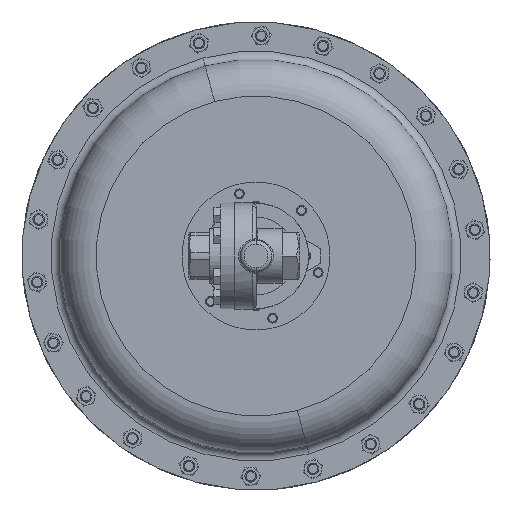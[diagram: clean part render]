
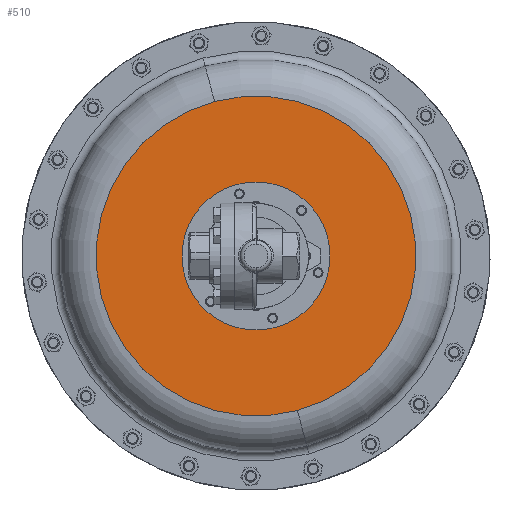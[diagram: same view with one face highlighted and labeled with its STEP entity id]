
A CAD part, front view. The second image highlights one B-rep face of the part: STEP entity #510.
In plain terms, the highlighted planar face has unit normal (0, -1, 0).
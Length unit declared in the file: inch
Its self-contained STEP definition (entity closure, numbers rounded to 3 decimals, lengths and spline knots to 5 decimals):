
#510 = ADVANCED_FACE ( 'NONE', ( #32788, #24846 ), #13493, .T. ) ;
#1755 = CARTESIAN_POINT ( 'NONE',  ( 2.43855, 9.98779, 2.3258 ) ) ;
#2070 = VERTEX_POINT ( 'NONE', #4956 ) ;
#3272 = ORIENTED_EDGE ( 'NONE', *, *, #10280, .F. ) ;
#4394 = VERTEX_POINT ( 'NONE', #21101 ) ;
#4494 = DIRECTION ( 'NONE',  ( 0., 1., 0. ) ) ;
#4956 = CARTESIAN_POINT ( 'NONE',  ( -0.56727, 9.98779, 8.95555 ) ) ;
#6365 = CARTESIAN_POINT ( 'NONE',  ( 0.75917, 9.98779, 4.00518 ) ) ;
#6582 = CIRCLE ( 'NONE', #21615, 5.125 ) ;
#6601 = AXIS2_PLACEMENT_3D ( 'NONE', #28227, #12197, #30881 ) ;
#8328 = CIRCLE ( 'NONE', #6601, 2.375 ) ;
#9059 = DIRECTION ( 'NONE',  ( 0.259, 0., -0.966 ) ) ;
#9293 = ORIENTED_EDGE ( 'NONE', *, *, #15657, .F. ) ;
#9881 = VERTEX_POINT ( 'NONE', #1755 ) ;
#10268 = AXIS2_PLACEMENT_3D ( 'NONE', #31431, #15425, #34124 ) ;
#10280 = EDGE_CURVE ( 'NONE', #30296, #2070, #23191, .T. ) ;
#10925 = CARTESIAN_POINT ( 'NONE',  ( -4.1912, 9.98779, 2.67873 ) ) ;
#11133 = AXIS2_PLACEMENT_3D ( 'NONE', #10925, #27916, #16822 ) ;
#12197 = DIRECTION ( 'NONE',  ( 0., 1., 0. ) ) ;
#13493 = PLANE ( 'NONE',  #11133 ) ;
#15425 = DIRECTION ( 'NONE',  ( 0., 1., 0. ) ) ;
#15657 = EDGE_CURVE ( 'NONE', #2070, #30296, #6582, .T. ) ;
#16822 = DIRECTION ( 'NONE',  ( -0.259, 0., 0.966 ) ) ;
#18227 = EDGE_LOOP ( 'NONE', ( #27972, #33139 ) ) ;
#19292 = EDGE_LOOP ( 'NONE', ( #3272, #9293 ) ) ;
#19463 = CIRCLE ( 'NONE', #10268, 2.375 ) ;
#20587 = CARTESIAN_POINT ( 'NONE',  ( 0.75917, 9.98779, 4.00518 ) ) ;
#21101 = CARTESIAN_POINT ( 'NONE',  ( -0.92021, 9.98779, 5.68456 ) ) ;
#21615 = AXIS2_PLACEMENT_3D ( 'NONE', #6365, #25111, #9059 ) ;
#22570 = EDGE_CURVE ( 'NONE', #4394, #9881, #8328, .T. ) ;
#23191 = CIRCLE ( 'NONE', #30691, 5.125 ) ;
#23259 = DIRECTION ( 'NONE',  ( 0.259, 0., -0.966 ) ) ;
#24846 = FACE_BOUND ( 'NONE', #18227, .T. ) ;
#25111 = DIRECTION ( 'NONE',  ( 0., 1., 0. ) ) ;
#26248 = CARTESIAN_POINT ( 'NONE',  ( 2.08562, 9.98779, -0.94519 ) ) ;
#27916 = DIRECTION ( 'NONE',  ( 0., -1., 0. ) ) ;
#27972 = ORIENTED_EDGE ( 'NONE', *, *, #33192, .T. ) ;
#28227 = CARTESIAN_POINT ( 'NONE',  ( 0.75917, 9.98779, 4.00518 ) ) ;
#30296 = VERTEX_POINT ( 'NONE', #26248 ) ;
#30691 = AXIS2_PLACEMENT_3D ( 'NONE', #20587, #4494, #23259 ) ;
#30881 = DIRECTION ( 'NONE',  ( -0.707, 0., 0.707 ) ) ;
#31431 = CARTESIAN_POINT ( 'NONE',  ( 0.75917, 9.98779, 4.00518 ) ) ;
#32788 = FACE_OUTER_BOUND ( 'NONE', #19292, .T. ) ;
#33139 = ORIENTED_EDGE ( 'NONE', *, *, #22570, .T. ) ;
#33192 = EDGE_CURVE ( 'NONE', #9881, #4394, #19463, .T. ) ;
#34124 = DIRECTION ( 'NONE',  ( -0.707, 0., 0.707 ) ) ;
